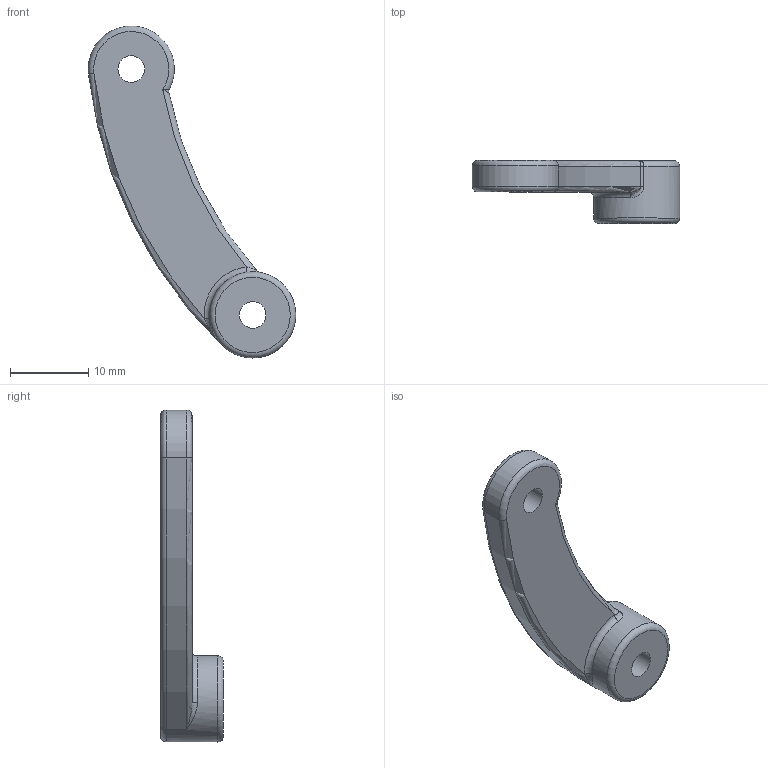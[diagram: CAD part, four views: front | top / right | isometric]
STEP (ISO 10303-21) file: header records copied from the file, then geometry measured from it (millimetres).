
FILE_DESCRIPTION(/* description */ (''),/* implementation_level */ '2;1');
FILE_NAME(/* name */ 'Lift Linkage B v5.stp',/* time_stamp */ '2016-10-27T21:13:32+11:00',/* author */ (''),/* organization */ (''),/* preprocessor_version */ 'ST-DEVELOPER v16.5',/* originating_system */ 'Autodesk Translation Framework v5.2.0.2031',/* authorisation */ '');
FILE_SCHEMA (('AUTOMOTIVE_DESIGN { 1 0 10303 214 3 1 1 }'));
Length unit declared in the file: centimetre
Products named in the file (1): Lift Linkage B v5
Bounding box: 26.49 x 8 x 42.38 mm (x, y, z)
Volume: 2063.2 mm3; surface area: 1489.9 mm2
Topology: 1 solids, 1 shells, 27 faces, 60 edges, 31 vertices
Faces by surface type: torus 11, cylinder 8, bspline 5, plane 3
Full cylindrical faces by diameter (mm): 3.4 x2, 11 x1
Entity records: 903 total; most frequent: CARTESIAN_POINT 334, DIRECTION 118, ORIENTED_EDGE 98, AXIS2_PLACEMENT_3D 56, EDGE_CURVE 49, EDGE_LOOP 37, CIRCLE 33, VERTEX_POINT 30
